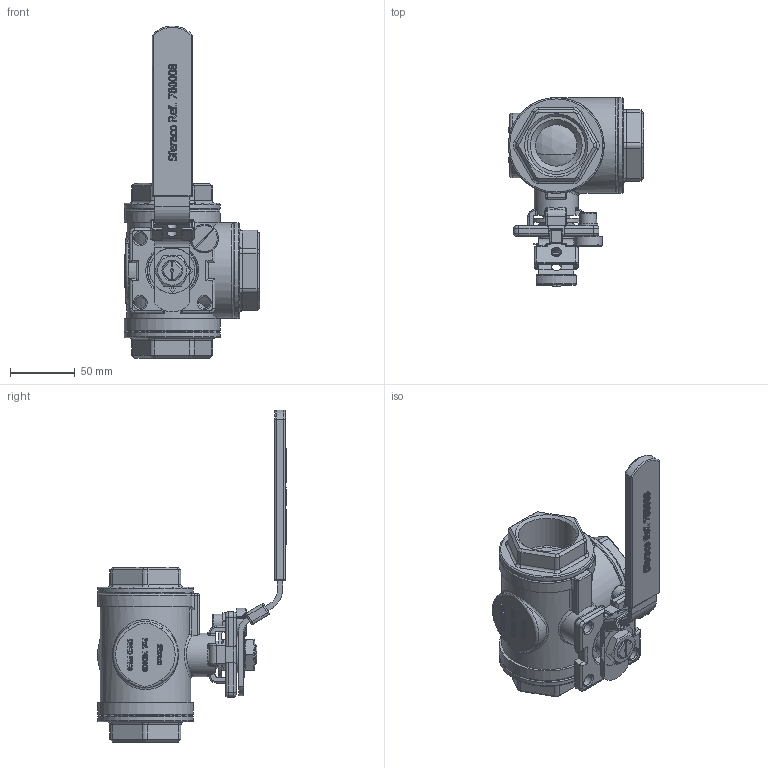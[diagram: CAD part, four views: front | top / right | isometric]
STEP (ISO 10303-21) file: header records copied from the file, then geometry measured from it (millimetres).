
FILE_DESCRIPTION(/* description */ ('780008'),/* implementation_level */ '2;1');
FILE_NAME(/* name */ '780008.stp',/* time_stamp */ '2014-10-23T11:13:43+02:00',/* author */ ('JM'),/* organization */ ('Sferaco'),/* preprocessor_version */ 'ST-DEVELOPER v15.6',/* originating_system */ 'Autodesk Inventor 2015',/* authorisation */ '');
FILE_SCHEMA (('AUTOMOTIVE_DESIGN { 1 0 10303 214 3 1 1 }'));
Products named in the file (1): 780008_bd
Bounding box: 104.5 x 146 x 256.5 mm (x, y, z)
Volume: 522390.4 mm3; surface area: 117394 mm2
Topology: 1 solids, 3 shells, 1344 faces, 3464 edges, 2171 vertices
Faces by surface type: plane 543, bspline 459, cylinder 230, torus 58, cone 42, sphere 12
Full cylindrical faces by diameter (mm): 2.5 x1, 8 x4, 9 x4, 13 x1, 16 x2, 17 x1, 21 x1, 22 x1, 32 x5, 34 x1, 35 x1, 38 x1, 39 x1, 44.845 x3, 50 x3, 54.046 x3, 70 x1, 74 x5
Entity records: 46659 total; most frequent: CARTESIAN_POINT 15995, ORIENTED_EDGE 6680, DIRECTION 4810, EDGE_CURVE 3338, VERTEX_POINT 2137, LINE 1762, VECTOR 1762, AXIS2_PLACEMENT_3D 1524
